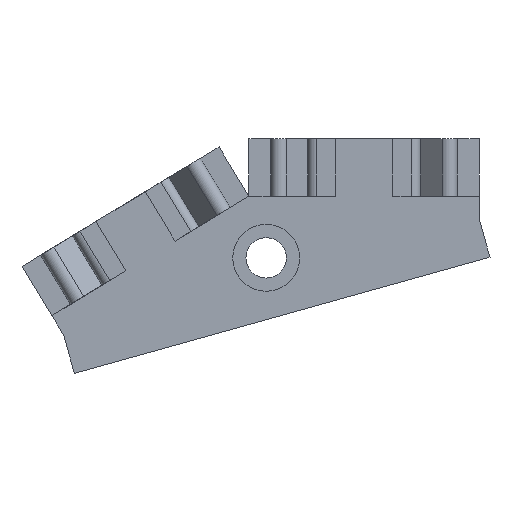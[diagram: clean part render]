
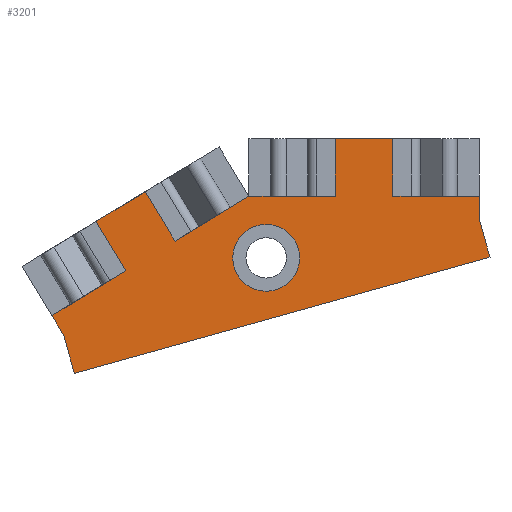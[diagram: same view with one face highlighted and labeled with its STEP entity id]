
A CAD part, front view. The second image highlights one B-rep face of the part: STEP entity #3201.
In plain terms, the highlighted planar face has unit normal (0, -1, 0).
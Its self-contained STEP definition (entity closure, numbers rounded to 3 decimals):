
#11 = CARTESIAN_POINT ( 'NONE',  ( -13.281, 0., -0.204 ) ) ;
#28 = CARTESIAN_POINT ( 'NONE',  ( 7.5, 0., 7. ) ) ;
#44 = EDGE_CURVE ( 'NONE', #134, #2978, #886, .T. ) ;
#76 = PLANE ( 'NONE',  #2982 ) ;
#117 = DIRECTION ( 'NONE',  ( 0.269, 0., -0.963 ) ) ;
#122 = DIRECTION ( 'NONE',  ( 0., 0., -1. ) ) ;
#134 = VERTEX_POINT ( 'NONE', #3121 ) ;
#140 = EDGE_CURVE ( 'NONE', #1019, #3071, #3053, .T. ) ;
#161 = DIRECTION ( 'NONE',  ( -0.963, 0., -0.269 ) ) ;
#197 = CARTESIAN_POINT ( 'NONE',  ( 7.5, 0., 2. ) ) ;
#226 = ORIENTED_EDGE ( 'NONE', *, *, #2550, .T. ) ;
#239 = DIRECTION ( 'NONE',  ( 1., 0., 0. ) ) ;
#251 = CARTESIAN_POINT ( 'NONE',  ( -2.592, 0., 6.276 ) ) ;
#269 = CARTESIAN_POINT ( 'NONE',  ( -19.33, 0., 1.601 ) ) ;
#299 = DIRECTION ( 'NONE',  ( 1., 0., 0. ) ) ;
#319 = CARTESIAN_POINT ( 'NONE',  ( 0., 0., 2. ) ) ;
#340 = VECTOR ( 'NONE', #1592, 1000. ) ;
#384 = LINE ( 'NONE', #710, #1174 ) ;
#392 = CARTESIAN_POINT ( 'NONE',  ( 0., 0., 2. ) ) ;
#447 = CARTESIAN_POINT ( 'NONE',  ( 0., 0., 2. ) ) ;
#477 = CIRCLE ( 'NONE', #2655, 2.9 ) ;
#490 = ORIENTED_EDGE ( 'NONE', *, *, #720, .F. ) ;
#552 = CARTESIAN_POINT ( 'NONE',  ( 0., 0., 2. ) ) ;
#631 = EDGE_CURVE ( 'NONE', #3155, #1361, #766, .T. ) ;
#661 = VECTOR ( 'NONE', #2815, 1000. ) ;
#688 = LINE ( 'NONE', #3355, #2272 ) ;
#710 = CARTESIAN_POINT ( 'NONE',  ( 7.5, 0., 7. ) ) ;
#720 = EDGE_CURVE ( 'NONE', #1702, #1518, #1667, .T. ) ;
#736 = CARTESIAN_POINT ( 'NONE',  ( -17.103, 0., -8.368 ) ) ;
#766 = LINE ( 'NONE', #251, #3078 ) ;
#820 = LINE ( 'NONE', #1678, #1726 ) ;
#872 = DIRECTION ( 'NONE',  ( -0.855, 0., -0.518 ) ) ;
#885 = CARTESIAN_POINT ( 'NONE',  ( -17.103, 0., -8.368 ) ) ;
#886 = LINE ( 'NONE', #319, #2477 ) ;
#899 = EDGE_CURVE ( 'NONE', #3155, #3830, #2955, .T. ) ;
#942 = VERTEX_POINT ( 'NONE', #2435 ) ;
#945 = DIRECTION ( 'NONE',  ( 0., -1., 0. ) ) ;
#1019 = VERTEX_POINT ( 'NONE', #2798 ) ;
#1073 = EDGE_CURVE ( 'NONE', #942, #2434, #2824, .T. ) ;
#1081 = VECTOR ( 'NONE', #1119, 1000. ) ;
#1099 = ORIENTED_EDGE ( 'NONE', *, *, #1861, .T. ) ;
#1115 = CARTESIAN_POINT ( 'NONE',  ( 1.495, 0., -3.351 ) ) ;
#1119 = DIRECTION ( 'NONE',  ( 0., 0., -1. ) ) ;
#1126 = ORIENTED_EDGE ( 'NONE', *, *, #2958, .F. ) ;
#1169 = CARTESIAN_POINT ( 'NONE',  ( 12.5, 0., 2. ) ) ;
#1174 = VECTOR ( 'NONE', #1593, 1000. ) ;
#1261 = EDGE_CURVE ( 'NONE', #3026, #3118, #2913, .T. ) ;
#1267 = DIRECTION ( 'NONE',  ( 0., 0., 1. ) ) ;
#1279 = ORIENTED_EDGE ( 'NONE', *, *, #140, .F. ) ;
#1314 = CARTESIAN_POINT ( 'NONE',  ( -9.006, 0., 2.388 ) ) ;
#1326 = LINE ( 'NONE', #447, #2724 ) ;
#1361 = VERTEX_POINT ( 'NONE', #2165 ) ;
#1374 = DIRECTION ( 'NONE',  ( -0.855, 0., -0.518 ) ) ;
#1472 = EDGE_LOOP ( 'NONE', ( #2439, #2880 ) ) ;
#1518 = VERTEX_POINT ( 'NONE', #3161 ) ;
#1540 = ORIENTED_EDGE ( 'NONE', *, *, #2167, .T. ) ;
#1592 = DIRECTION ( 'NONE',  ( 0.518, 0., -0.855 ) ) ;
#1593 = DIRECTION ( 'NONE',  ( 0., 0., -1. ) ) ;
#1595 = EDGE_LOOP ( 'NONE', ( #3837, #490, #3297, #1279, #1126, #2030, #2529, #226, #1789, #3336, #3870, #2008, #1099, #1540, #2179 ) ) ;
#1631 = DIRECTION ( 'NONE',  ( -0.855, 0., -0.518 ) ) ;
#1667 = LINE ( 'NONE', #3801, #1081 ) ;
#1678 = CARTESIAN_POINT ( 'NONE',  ( 0., 0., 7. ) ) ;
#1698 = CARTESIAN_POINT ( 'NONE',  ( 20.921, 0., -3.297 ) ) ;
#1702 = VERTEX_POINT ( 'NONE', #1792 ) ;
#1726 = VECTOR ( 'NONE', #239, 1000. ) ;
#1746 = LINE ( 'NONE', #11, #3669 ) ;
#1773 = EDGE_CURVE ( 'NONE', #1518, #942, #2804, .T. ) ;
#1789 = ORIENTED_EDGE ( 'NONE', *, *, #899, .F. ) ;
#1792 = CARTESIAN_POINT ( 'NONE',  ( 20., 0., 2. ) ) ;
#1837 = LINE ( 'NONE', #269, #3094 ) ;
#1861 = EDGE_CURVE ( 'NONE', #3118, #3128, #2783, .T. ) ;
#1866 = CARTESIAN_POINT ( 'NONE',  ( 16.737, 0., 11.679 ) ) ;
#1891 = VECTOR ( 'NONE', #161, 1000. ) ;
#1901 = CARTESIAN_POINT ( 'NONE',  ( -9.006, 0., 2.388 ) ) ;
#2008 = ORIENTED_EDGE ( 'NONE', *, *, #1261, .T. ) ;
#2030 = ORIENTED_EDGE ( 'NONE', *, *, #3557, .T. ) ;
#2059 = VERTEX_POINT ( 'NONE', #2365 ) ;
#2065 = VERTEX_POINT ( 'NONE', #28 ) ;
#2083 = VECTOR ( 'NONE', #872, 1000. ) ;
#2165 = CARTESIAN_POINT ( 'NONE',  ( -13.281, 0., -0.204 ) ) ;
#2167 = EDGE_CURVE ( 'NONE', #3128, #2434, #1837, .T. ) ;
#2179 = ORIENTED_EDGE ( 'NONE', *, *, #1073, .F. ) ;
#2272 = VECTOR ( 'NONE', #1631, 1000. ) ;
#2295 = DIRECTION ( 'NONE',  ( 0., -1., 0. ) ) ;
#2331 = CARTESIAN_POINT ( 'NONE',  ( 1.495, 0., -6.251 ) ) ;
#2356 = DIRECTION ( 'NONE',  ( 0., 0., -1. ) ) ;
#2365 = CARTESIAN_POINT ( 'NONE',  ( 1.495, 0., -0.451 ) ) ;
#2369 = VERTEX_POINT ( 'NONE', #2331 ) ;
#2434 = VERTEX_POINT ( 'NONE', #2588 ) ;
#2435 = CARTESIAN_POINT ( 'NONE',  ( 20.921, 0., -3.297 ) ) ;
#2439 = ORIENTED_EDGE ( 'NONE', *, *, #3045, .F. ) ;
#2477 = VECTOR ( 'NONE', #299, 1000. ) ;
#2529 = ORIENTED_EDGE ( 'NONE', *, *, #44, .F. ) ;
#2550 = EDGE_CURVE ( 'NONE', #134, #3830, #688, .T. ) ;
#2588 = CARTESIAN_POINT ( 'NONE',  ( -15.145, 0., -13.375 ) ) ;
#2655 = AXIS2_PLACEMENT_3D ( 'NONE', #3316, #945, #2356 ) ;
#2724 = VECTOR ( 'NONE', #3705, 1000. ) ;
#2753 = CARTESIAN_POINT ( 'NONE',  ( 12.5, 0., 7. ) ) ;
#2783 = LINE ( 'NONE', #736, #661 ) ;
#2798 = CARTESIAN_POINT ( 'NONE',  ( 12.5, 0., 7. ) ) ;
#2804 = LINE ( 'NONE', #1866, #3845 ) ;
#2815 = DIRECTION ( 'NONE',  ( 0.518, 0., -0.855 ) ) ;
#2816 = CARTESIAN_POINT ( 'NONE',  ( -16.066, 0., -10.078 ) ) ;
#2824 = LINE ( 'NONE', #1698, #1891 ) ;
#2863 = EDGE_CURVE ( 'NONE', #3071, #1702, #1326, .T. ) ;
#2880 = ORIENTED_EDGE ( 'NONE', *, *, #3678, .F. ) ;
#2913 = LINE ( 'NONE', #552, #2083 ) ;
#2955 = LINE ( 'NONE', #1314, #340 ) ;
#2958 = EDGE_CURVE ( 'NONE', #2065, #1019, #820, .T. ) ;
#2978 = VERTEX_POINT ( 'NONE', #197 ) ;
#2982 = AXIS2_PLACEMENT_3D ( 'NONE', #392, #3630, #1267 ) ;
#2997 = CARTESIAN_POINT ( 'NONE',  ( -6.414, 0., -1.888 ) ) ;
#3026 = VERTEX_POINT ( 'NONE', #3300 ) ;
#3037 = DIRECTION ( 'NONE',  ( 0.269, 0., -0.963 ) ) ;
#3045 = EDGE_CURVE ( 'NONE', #2369, #2059, #477, .T. ) ;
#3053 = LINE ( 'NONE', #2753, #3226 ) ;
#3071 = VERTEX_POINT ( 'NONE', #1169 ) ;
#3078 = VECTOR ( 'NONE', #1374, 1000. ) ;
#3094 = VECTOR ( 'NONE', #3037, 1000. ) ;
#3100 = FACE_BOUND ( 'NONE', #1472, .T. ) ;
#3118 = VERTEX_POINT ( 'NONE', #885 ) ;
#3121 = CARTESIAN_POINT ( 'NONE',  ( 0., 0., 2. ) ) ;
#3128 = VERTEX_POINT ( 'NONE', #2816 ) ;
#3155 = VERTEX_POINT ( 'NONE', #1901 ) ;
#3159 = CIRCLE ( 'NONE', #3730, 2.9 ) ;
#3161 = CARTESIAN_POINT ( 'NONE',  ( 20., 0., 0. ) ) ;
#3184 = DIRECTION ( 'NONE',  ( 0., 0., -1. ) ) ;
#3201 = ADVANCED_FACE ( 'NONE', ( #3100, #3645 ), #76, .F. ) ;
#3226 = VECTOR ( 'NONE', #122, 1000. ) ;
#3297 = ORIENTED_EDGE ( 'NONE', *, *, #2863, .F. ) ;
#3300 = CARTESIAN_POINT ( 'NONE',  ( -10.689, 0., -4.48 ) ) ;
#3316 = CARTESIAN_POINT ( 'NONE',  ( 1.495, 0., -3.351 ) ) ;
#3336 = ORIENTED_EDGE ( 'NONE', *, *, #631, .T. ) ;
#3355 = CARTESIAN_POINT ( 'NONE',  ( 0., 0., 2. ) ) ;
#3401 = EDGE_CURVE ( 'NONE', #1361, #3026, #1746, .T. ) ;
#3557 = EDGE_CURVE ( 'NONE', #2065, #2978, #384, .T. ) ;
#3630 = DIRECTION ( 'NONE',  ( 0., 1., 0. ) ) ;
#3645 = FACE_OUTER_BOUND ( 'NONE', #1595, .T. ) ;
#3669 = VECTOR ( 'NONE', #3869, 1000. ) ;
#3678 = EDGE_CURVE ( 'NONE', #2059, #2369, #3159, .T. ) ;
#3705 = DIRECTION ( 'NONE',  ( 1., 0., 0. ) ) ;
#3730 = AXIS2_PLACEMENT_3D ( 'NONE', #1115, #2295, #3184 ) ;
#3801 = CARTESIAN_POINT ( 'NONE',  ( 20., 0., 2. ) ) ;
#3830 = VERTEX_POINT ( 'NONE', #2997 ) ;
#3837 = ORIENTED_EDGE ( 'NONE', *, *, #1773, .F. ) ;
#3845 = VECTOR ( 'NONE', #117, 1000. ) ;
#3869 = DIRECTION ( 'NONE',  ( 0.518, 0., -0.855 ) ) ;
#3870 = ORIENTED_EDGE ( 'NONE', *, *, #3401, .T. ) ;
